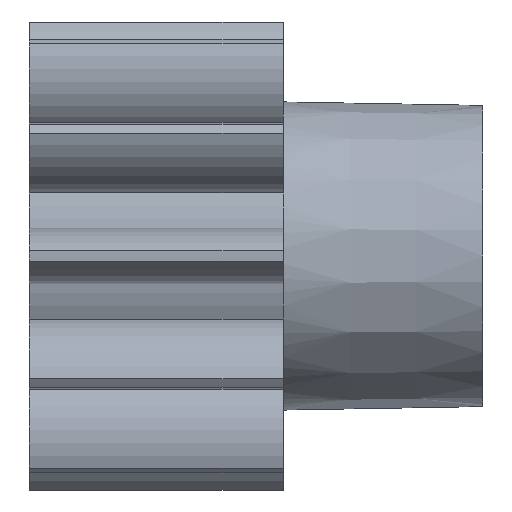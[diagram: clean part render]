
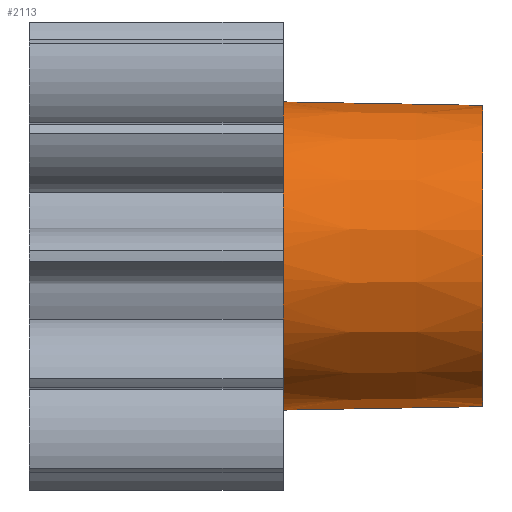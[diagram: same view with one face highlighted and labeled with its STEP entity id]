
A CAD part, front view. The second image highlights one B-rep face of the part: STEP entity #2113.
In plain terms, the highlighted conical face has half-angle 1 degrees and reference radius 4.249 mm.
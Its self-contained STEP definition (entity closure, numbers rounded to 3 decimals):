
#4 = ORIENTED_EDGE ( 'NONE', *, *, #862, .F. ) ;
#13 = AXIS2_PLACEMENT_3D ( 'NONE', #1363, #1364, #1367 ) ;
#28 = ORIENTED_EDGE ( 'NONE', *, *, #400, .T. ) ;
#32 = ORIENTED_EDGE ( 'NONE', *, *, #69, .T. ) ;
#33 = AXIS2_PLACEMENT_3D ( 'NONE', #348, #367, #362 ) ;
#36 = ORIENTED_EDGE ( 'NONE', *, *, #665, .F. ) ;
#41 = DIRECTION ( 'NONE',  ( 0., 0., 1. ) ) ;
#66 = AXIS2_PLACEMENT_3D ( 'NONE', #1044, #1060, #1071 ) ;
#69 = EDGE_CURVE ( 'NONE', #1514, #1058, #1796, .T. ) ;
#75 = AXIS2_PLACEMENT_3D ( 'NONE', #1605, #1608, #1615 ) ;
#160 = EDGE_CURVE ( 'NONE', #1224, #309, #1740, .T. ) ;
#164 = AXIS2_PLACEMENT_3D ( 'NONE', #1898, #1912, #1921 ) ;
#200 = CIRCLE ( 'NONE', #346, 4.249 ) ;
#244 = DIRECTION ( 'NONE',  ( -1., 0., 0. ) ) ;
#252 = CARTESIAN_POINT ( 'NONE',  ( 7., 0., 0. ) ) ;
#279 = EDGE_CURVE ( 'NONE', #910, #1439, #1617, .T. ) ;
#297 = CIRCLE ( 'NONE', #164, 4.249 ) ;
#309 = VERTEX_POINT ( 'NONE', #893 ) ;
#337 = DIRECTION ( 'NONE',  ( -1., 0., 0.017 ) ) ;
#340 = CARTESIAN_POINT ( 'NONE',  ( 7., 0., 4.249 ) ) ;
#346 = AXIS2_PLACEMENT_3D ( 'NONE', #600, #503, #535 ) ;
#348 = CARTESIAN_POINT ( 'NONE',  ( 12.5, 0., 0. ) ) ;
#362 = DIRECTION ( 'NONE',  ( 0., 0., -1. ) ) ;
#365 = CARTESIAN_POINT ( 'NONE',  ( 7., -0.029, -4.249 ) ) ;
#367 = DIRECTION ( 'NONE',  ( -1., 0., 0. ) ) ;
#371 = CIRCLE ( 'NONE', #75, 4.249 ) ;
#374 = VERTEX_POINT ( 'NONE', #461 ) ;
#384 = AXIS2_PLACEMENT_3D ( 'NONE', #1183, #1441, #41 ) ;
#394 = CARTESIAN_POINT ( 'NONE',  ( 7., -1.169, -4.085 ) ) ;
#400 = EDGE_CURVE ( 'NONE', #1058, #1094, #1534, .T. ) ;
#413 = EDGE_CURVE ( 'NONE', #1516, #1591, #1486, .T. ) ;
#423 = CARTESIAN_POINT ( 'NONE',  ( 7., 0., 0. ) ) ;
#429 = CIRCLE ( 'NONE', #13, 4.249 ) ;
#458 = CIRCLE ( 'NONE', #66, 4.249 ) ;
#461 = CARTESIAN_POINT ( 'NONE',  ( 7., -3.877, 1.739 ) ) ;
#497 = AXIS2_PLACEMENT_3D ( 'NONE', #1558, #1610, #1738 ) ;
#503 = DIRECTION ( 'NONE',  ( -1., 0., 0. ) ) ;
#535 = DIRECTION ( 'NONE',  ( 0., -0.756, 0.655 ) ) ;
#544 = EDGE_CURVE ( 'NONE', #374, #638, #1325, .T. ) ;
#568 = AXIS2_PLACEMENT_3D ( 'NONE', #1139, #1210, #1321 ) ;
#600 = CARTESIAN_POINT ( 'NONE',  ( 7., 0., 0. ) ) ;
#629 = EDGE_CURVE ( 'NONE', #1918, #1401, #1243, .T. ) ;
#638 = VERTEX_POINT ( 'NONE', #793 ) ;
#665 = EDGE_CURVE ( 'NONE', #1514, #1354, #1196, .T. ) ;
#668 = CARTESIAN_POINT ( 'NONE',  ( 7., 0., 4.249 ) ) ;
#696 = CARTESIAN_POINT ( 'NONE',  ( 7., 0., -4.249 ) ) ;
#711 = CARTESIAN_POINT ( 'NONE',  ( 7., 0., 0. ) ) ;
#717 = DIRECTION ( 'NONE',  ( -1., 0., 0. ) ) ;
#720 = DIRECTION ( 'NONE',  ( 0., 0., 1. ) ) ;
#779 = DIRECTION ( 'NONE',  ( 0., 0., 1. ) ) ;
#782 = CARTESIAN_POINT ( 'NONE',  ( 7., 0., 0. ) ) ;
#783 = CARTESIAN_POINT ( 'NONE',  ( 7., -3.877, -1.739 ) ) ;
#786 = DIRECTION ( 'NONE',  ( -1., 0., 0. ) ) ;
#793 = CARTESIAN_POINT ( 'NONE',  ( 7., -3.192, 2.804 ) ) ;
#809 = CARTESIAN_POINT ( 'NONE',  ( 7., -1.169, 4.085 ) ) ;
#834 = CARTESIAN_POINT ( 'NONE',  ( 12.5, 0., 4.153 ) ) ;
#853 = EDGE_LOOP ( 'NONE', ( #36, #32, #28, #4, #1836, #1947, #2095, #2171, #2168, #2149, #2146, #2143, #2128, #2123, #2092, #2058 ) ) ;
#862 = EDGE_CURVE ( 'NONE', #988, #1094, #1006, .T. ) ;
#890 = AXIS2_PLACEMENT_3D ( 'NONE', #711, #717, #720 ) ;
#893 = CARTESIAN_POINT ( 'NONE',  ( 7., -2.321, -3.559 ) ) ;
#910 = VERTEX_POINT ( 'NONE', #1479 ) ;
#976 = DIRECTION ( 'NONE',  ( 0., 0., 1. ) ) ;
#988 = VERTEX_POINT ( 'NONE', #1619 ) ;
#997 = CARTESIAN_POINT ( 'NONE',  ( 7., 0., -4.249 ) ) ;
#1000 = DIRECTION ( 'NONE',  ( -1., 0., -0.017 ) ) ;
#1003 = AXIS2_PLACEMENT_3D ( 'NONE', #1115, #1077, #976 ) ;
#1006 = CIRCLE ( 'NONE', #568, 4.249 ) ;
#1041 = CARTESIAN_POINT ( 'NONE',  ( 12.5, 0., -4.153 ) ) ;
#1044 = CARTESIAN_POINT ( 'NONE',  ( 7., 0., 0. ) ) ;
#1058 = VERTEX_POINT ( 'NONE', #834 ) ;
#1060 = DIRECTION ( 'NONE',  ( -1., 0., 0. ) ) ;
#1071 = DIRECTION ( 'NONE',  ( 0., 0.99, 0.142 ) ) ;
#1073 = CONICAL_SURFACE ( 'NONE', #497, 4.249, 0.017 ) ;
#1077 = DIRECTION ( 'NONE',  ( -1., 0., 0. ) ) ;
#1094 = VERTEX_POINT ( 'NONE', #668 ) ;
#1100 = CIRCLE ( 'NONE', #384, 4.249 ) ;
#1114 = DIRECTION ( 'NONE',  ( 0., -0.99, 0.142 ) ) ;
#1115 = CARTESIAN_POINT ( 'NONE',  ( 7., 0., 0. ) ) ;
#1138 = DIRECTION ( 'NONE',  ( -1., 0., 0. ) ) ;
#1139 = CARTESIAN_POINT ( 'NONE',  ( 7., 0., 0. ) ) ;
#1163 = CARTESIAN_POINT ( 'NONE',  ( 7., -4.202, -0.633 ) ) ;
#1183 = CARTESIAN_POINT ( 'NONE',  ( 7., 0., 0. ) ) ;
#1188 = VECTOR ( 'NONE', #1000, 1000. ) ;
#1196 = LINE ( 'NONE', #997, #1188 ) ;
#1201 = VERTEX_POINT ( 'NONE', #365 ) ;
#1205 = FACE_OUTER_BOUND ( 'NONE', #853, .T. ) ;
#1210 = DIRECTION ( 'NONE',  ( -1., 0., 0. ) ) ;
#1224 = VERTEX_POINT ( 'NONE', #394 ) ;
#1243 = CIRCLE ( 'NONE', #890, 4.249 ) ;
#1261 = AXIS2_PLACEMENT_3D ( 'NONE', #252, #244, #1626 ) ;
#1265 = CARTESIAN_POINT ( 'NONE',  ( 7., -4.202, 0.633 ) ) ;
#1321 = DIRECTION ( 'NONE',  ( 0., 0., 1. ) ) ;
#1325 = CIRCLE ( 'NONE', #1003, 4.249 ) ;
#1354 = VERTEX_POINT ( 'NONE', #696 ) ;
#1363 = CARTESIAN_POINT ( 'NONE',  ( 7., 0., 0. ) ) ;
#1364 = DIRECTION ( 'NONE',  ( -1., 0., 0. ) ) ;
#1367 = DIRECTION ( 'NONE',  ( 0., 0.756, 0.655 ) ) ;
#1401 = VERTEX_POINT ( 'NONE', #809 ) ;
#1439 = VERTEX_POINT ( 'NONE', #783 ) ;
#1441 = DIRECTION ( 'NONE',  ( -1., 0., 0. ) ) ;
#1471 = EDGE_CURVE ( 'NONE', #1401, #988, #458, .T. ) ;
#1479 = CARTESIAN_POINT ( 'NONE',  ( 7., -3.192, -2.804 ) ) ;
#1481 = AXIS2_PLACEMENT_3D ( 'NONE', #423, #1138, #1114 ) ;
#1482 = VECTOR ( 'NONE', #337, 1000. ) ;
#1486 = CIRCLE ( 'NONE', #1261, 4.249 ) ;
#1514 = VERTEX_POINT ( 'NONE', #1041 ) ;
#1516 = VERTEX_POINT ( 'NONE', #1163 ) ;
#1534 = LINE ( 'NONE', #340, #1482 ) ;
#1558 = CARTESIAN_POINT ( 'NONE',  ( 7., 0., 0. ) ) ;
#1579 = EDGE_CURVE ( 'NONE', #638, #1918, #429, .T. ) ;
#1591 = VERTEX_POINT ( 'NONE', #1265 ) ;
#1599 = AXIS2_PLACEMENT_3D ( 'NONE', #782, #786, #779 ) ;
#1605 = CARTESIAN_POINT ( 'NONE',  ( 7., 0., 0. ) ) ;
#1608 = DIRECTION ( 'NONE',  ( -1., 0., 0. ) ) ;
#1610 = DIRECTION ( 'NONE',  ( -1., 0., 0. ) ) ;
#1615 = DIRECTION ( 'NONE',  ( 0., 0.282, 0.959 ) ) ;
#1617 = CIRCLE ( 'NONE', #1599, 4.249 ) ;
#1619 = CARTESIAN_POINT ( 'NONE',  ( 7., -0.029, 4.249 ) ) ;
#1626 = DIRECTION ( 'NONE',  ( 0., 0., 1. ) ) ;
#1664 = EDGE_CURVE ( 'NONE', #1591, #374, #371, .T. ) ;
#1738 = DIRECTION ( 'NONE',  ( 0., 0., 1. ) ) ;
#1740 = CIRCLE ( 'NONE', #1860, 4.249 ) ;
#1770 = EDGE_CURVE ( 'NONE', #1439, #1516, #297, .T. ) ;
#1796 = CIRCLE ( 'NONE', #33, 4.153 ) ;
#1836 = ORIENTED_EDGE ( 'NONE', *, *, #1471, .F. ) ;
#1860 = AXIS2_PLACEMENT_3D ( 'NONE', #1959, #2120, #2121 ) ;
#1890 = CIRCLE ( 'NONE', #1481, 4.249 ) ;
#1898 = CARTESIAN_POINT ( 'NONE',  ( 7., 0., 0. ) ) ;
#1908 = EDGE_CURVE ( 'NONE', #309, #910, #200, .T. ) ;
#1912 = DIRECTION ( 'NONE',  ( -1., 0., 0. ) ) ;
#1918 = VERTEX_POINT ( 'NONE', #2086 ) ;
#1921 = DIRECTION ( 'NONE',  ( 0., -0.282, 0.959 ) ) ;
#1947 = ORIENTED_EDGE ( 'NONE', *, *, #629, .F. ) ;
#1959 = CARTESIAN_POINT ( 'NONE',  ( 7., 0., 0. ) ) ;
#2026 = EDGE_CURVE ( 'NONE', #1201, #1224, #1890, .T. ) ;
#2058 = ORIENTED_EDGE ( 'NONE', *, *, #2138, .F. ) ;
#2086 = CARTESIAN_POINT ( 'NONE',  ( 7., -2.321, 3.559 ) ) ;
#2092 = ORIENTED_EDGE ( 'NONE', *, *, #2026, .F. ) ;
#2095 = ORIENTED_EDGE ( 'NONE', *, *, #1579, .F. ) ;
#2113 = ADVANCED_FACE ( 'NONE', ( #1205 ), #1073, .T. ) ;
#2120 = DIRECTION ( 'NONE',  ( -1., 0., 0. ) ) ;
#2121 = DIRECTION ( 'NONE',  ( 0., 0., 1. ) ) ;
#2123 = ORIENTED_EDGE ( 'NONE', *, *, #160, .F. ) ;
#2128 = ORIENTED_EDGE ( 'NONE', *, *, #1908, .F. ) ;
#2138 = EDGE_CURVE ( 'NONE', #1354, #1201, #1100, .T. ) ;
#2143 = ORIENTED_EDGE ( 'NONE', *, *, #279, .F. ) ;
#2146 = ORIENTED_EDGE ( 'NONE', *, *, #1770, .F. ) ;
#2149 = ORIENTED_EDGE ( 'NONE', *, *, #413, .F. ) ;
#2168 = ORIENTED_EDGE ( 'NONE', *, *, #1664, .F. ) ;
#2171 = ORIENTED_EDGE ( 'NONE', *, *, #544, .F. ) ;
